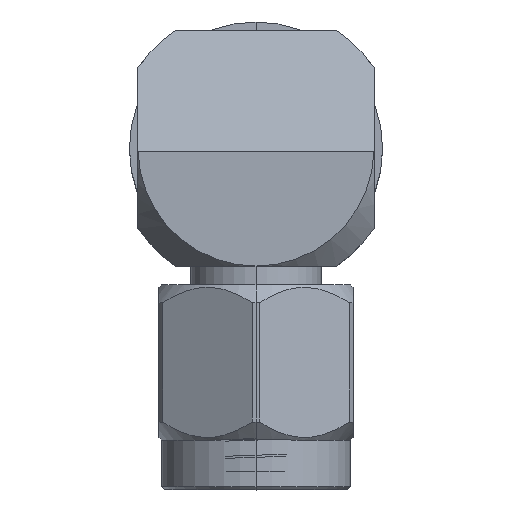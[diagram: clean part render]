
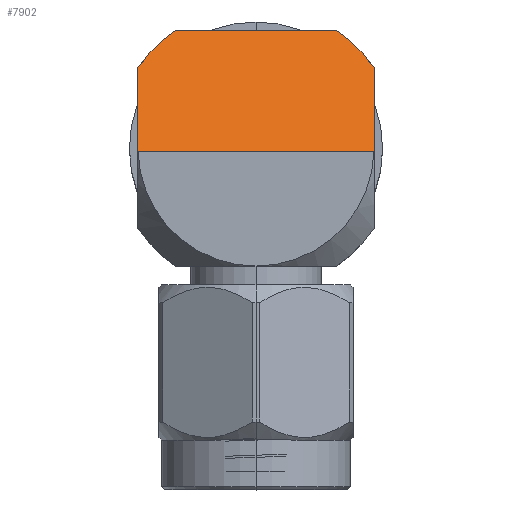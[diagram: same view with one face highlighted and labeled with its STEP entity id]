
A CAD part, top view. The second image highlights one B-rep face of the part: STEP entity #7902.
In plain terms, the highlighted face is planar.
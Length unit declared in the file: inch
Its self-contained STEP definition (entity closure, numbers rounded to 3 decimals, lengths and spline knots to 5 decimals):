
#306 = DIRECTION ( 'NONE',  ( 0.707, 0.707, 0. ) ) ;
#315 = CARTESIAN_POINT ( 'NONE',  ( -1.21997, -0.00497, -0.18996 ) ) ;
#347 = LINE ( 'NONE', #3881, #8198 ) ;
#361 = CARTESIAN_POINT ( 'NONE',  ( -1.22, -0.005, 0.18993 ) ) ;
#368 = EDGE_CURVE ( 'NONE', #7104, #2448, #4624, .T. ) ;
#403 = DIRECTION ( 'NONE',  ( 0.707, 0.707, 0. ) ) ;
#488 = ORIENTED_EDGE ( 'NONE', *, *, #3921, .F. ) ;
#694 =( BOUNDED_CURVE ( )  B_SPLINE_CURVE ( 3, ( #2006, #4493, #5539, #887 ),
 .UNSPECIFIED., .F., .F. ) 
 B_SPLINE_CURVE_WITH_KNOTS ( ( 4, 4 ),
 ( 0.59867, 0.97213 ),
 .UNSPECIFIED. ) 
 CURVE ( )  GEOMETRIC_REPRESENTATION_ITEM ( )  RATIONAL_B_SPLINE_CURVE ( ( 1., 0.988, 0.988, 1. ) ) 
 REPRESENTATION_ITEM ( '' )  );
#728 = CARTESIAN_POINT ( 'NONE',  ( -1.025, 0.19, -0.19 ) ) ;
#811 = CARTESIAN_POINT ( 'NONE',  ( -1.22, -0.005, -0.19 ) ) ;
#837 = CARTESIAN_POINT ( 'NONE',  ( -1.22, -0.005, 0.18993 ) ) ;
#876 = CARTESIAN_POINT ( 'NONE',  ( -1.025, 0.19, -0.12961 ) ) ;
#887 = CARTESIAN_POINT ( 'NONE',  ( -1.08539, 0.12961, -0.19 ) ) ;
#994 = VERTEX_POINT ( 'NONE', #1338 ) ;
#1159 = CARTESIAN_POINT ( 'NONE',  ( -1.21997, -0.00497, 0.18996 ) ) ;
#1160 = VERTEX_POINT ( 'NONE', #2205 ) ;
#1219 = CARTESIAN_POINT ( 'NONE',  ( -1.08539, 0.12961, 0.19 ) ) ;
#1338 = CARTESIAN_POINT ( 'NONE',  ( -1.08539, 0.12961, -0.19 ) ) ;
#1478 = EDGE_CURVE ( 'NONE', #4248, #8007, #7739, .T. ) ;
#1573 = DIRECTION ( 'NONE',  ( 0.707, -0.707, 0. ) ) ;
#1618 = ORIENTED_EDGE ( 'NONE', *, *, #11024, .T. ) ;
#1674 = EDGE_CURVE ( 'NONE', #4248, #994, #694, .T. ) ;
#1684 = PLANE ( 'NONE',  #11407 ) ;
#1925 = CARTESIAN_POINT ( 'NONE',  ( -1.21995, -0.00495, -0.18998 ) ) ;
#2006 = CARTESIAN_POINT ( 'NONE',  ( -1.025, 0.19, -0.12961 ) ) ;
#2174 = CARTESIAN_POINT ( 'NONE',  ( -1.22, -0.005, -0.19 ) ) ;
#2205 = CARTESIAN_POINT ( 'NONE',  ( -1.21992, -0.00492, 0.19 ) ) ;
#2448 = VERTEX_POINT ( 'NONE', #3315 ) ;
#2587 = DIRECTION ( 'NONE',  ( 0., 0., 1. ) ) ;
#2732 = CARTESIAN_POINT ( 'NONE',  ( -1.025, 0.19, 0.12961 ) ) ;
#3046 = VERTEX_POINT ( 'NONE', #837 ) ;
#3217 = DIRECTION ( 'NONE',  ( 0.707, 0.707, 0. ) ) ;
#3315 = CARTESIAN_POINT ( 'NONE',  ( -1.21992, -0.00492, -0.19 ) ) ;
#3369 = CARTESIAN_POINT ( 'NONE',  ( -1.08539, 0.12961, 0.19 ) ) ;
#3749 = EDGE_CURVE ( 'NONE', #5512, #8007, #9344, .T. ) ;
#3790 = ORIENTED_EDGE ( 'NONE', *, *, #1674, .T. ) ;
#3881 = CARTESIAN_POINT ( 'NONE',  ( -1.22, -0.005, 0.19 ) ) ;
#3921 = EDGE_CURVE ( 'NONE', #1160, #3046, #4189, .T. ) ;
#4173 = VECTOR ( 'NONE', #7398, 39.37008 ) ;
#4189 =( BOUNDED_CURVE ( )  B_SPLINE_CURVE ( 3, ( #5570, #9081, #1159, #361 ),
 .UNSPECIFIED., .F., .F. ) 
 B_SPLINE_CURVE_WITH_KNOTS ( ( 4, 4 ),
 ( 2.58037, 2.58058 ),
 .UNSPECIFIED. ) 
 CURVE ( )  GEOMETRIC_REPRESENTATION_ITEM ( )  RATIONAL_B_SPLINE_CURVE ( ( 1., 1., 1., 1. ) ) 
 REPRESENTATION_ITEM ( '' )  );
#4248 = VERTEX_POINT ( 'NONE', #876 ) ;
#4352 = CARTESIAN_POINT ( 'NONE',  ( -1.06159, 0.15341, 0.17377 ) ) ;
#4493 = CARTESIAN_POINT ( 'NONE',  ( -1.04123, 0.17377, -0.15341 ) ) ;
#4624 =( BOUNDED_CURVE ( )  B_SPLINE_CURVE ( 3, ( #5516, #315, #1925, #9145 ),
 .UNSPECIFIED., .F., .F. ) 
 B_SPLINE_CURVE_WITH_KNOTS ( ( 4, 4 ),
 ( 3.7026, 3.70282 ),
 .UNSPECIFIED. ) 
 CURVE ( )  GEOMETRIC_REPRESENTATION_ITEM ( )  RATIONAL_B_SPLINE_CURVE ( ( 1., 1., 1., 1. ) ) 
 REPRESENTATION_ITEM ( '' )  );
#5121 = ORIENTED_EDGE ( 'NONE', *, *, #5683, .T. ) ;
#5512 = VERTEX_POINT ( 'NONE', #1219 ) ;
#5516 = CARTESIAN_POINT ( 'NONE',  ( -1.22, -0.005, -0.18993 ) ) ;
#5539 = CARTESIAN_POINT ( 'NONE',  ( -1.06159, 0.15341, -0.17377 ) ) ;
#5570 = CARTESIAN_POINT ( 'NONE',  ( -1.21992, -0.00492, 0.19 ) ) ;
#5683 = EDGE_CURVE ( 'NONE', #1160, #5512, #347, .T. ) ;
#5694 = ORIENTED_EDGE ( 'NONE', *, *, #1478, .F. ) ;
#5769 = LINE ( 'NONE', #2174, #4173 ) ;
#5812 = VECTOR ( 'NONE', #306, 39.37008 ) ;
#6260 = ORIENTED_EDGE ( 'NONE', *, *, #6600, .F. ) ;
#6600 = EDGE_CURVE ( 'NONE', #2448, #994, #7313, .T. ) ;
#6798 = CARTESIAN_POINT ( 'NONE',  ( -1.22, -0.005, -0.18993 ) ) ;
#6878 = EDGE_LOOP ( 'NONE', ( #488, #5121, #8322, #5694, #3790, #6260, #10832, #1618 ) ) ;
#7104 = VERTEX_POINT ( 'NONE', #6798 ) ;
#7256 = CARTESIAN_POINT ( 'NONE',  ( -1.025, 0.19, 0.12961 ) ) ;
#7313 = LINE ( 'NONE', #8160, #5812 ) ;
#7398 = DIRECTION ( 'NONE',  ( 0., 0., 1. ) ) ;
#7739 = LINE ( 'NONE', #728, #7950 ) ;
#7768 = CARTESIAN_POINT ( 'NONE',  ( -1.04123, 0.17377, 0.15341 ) ) ;
#7902 = ADVANCED_FACE ( 'NONE', ( #9385 ), #1684, .F. ) ;
#7950 = VECTOR ( 'NONE', #2587, 39.37008 ) ;
#8007 = VERTEX_POINT ( 'NONE', #7256 ) ;
#8160 = CARTESIAN_POINT ( 'NONE',  ( -1.22, -0.005, -0.19 ) ) ;
#8198 = VECTOR ( 'NONE', #403, 39.37008 ) ;
#8322 = ORIENTED_EDGE ( 'NONE', *, *, #3749, .T. ) ;
#9081 = CARTESIAN_POINT ( 'NONE',  ( -1.21995, -0.00495, 0.18998 ) ) ;
#9145 = CARTESIAN_POINT ( 'NONE',  ( -1.21992, -0.00492, -0.19 ) ) ;
#9344 =( BOUNDED_CURVE ( )  B_SPLINE_CURVE ( 3, ( #3369, #4352, #7768, #2732 ),
 .UNSPECIFIED., .F., .F. ) 
 B_SPLINE_CURVE_WITH_KNOTS ( ( 4, 4 ),
 ( 5.31106, 5.68452 ),
 .UNSPECIFIED. ) 
 CURVE ( )  GEOMETRIC_REPRESENTATION_ITEM ( )  RATIONAL_B_SPLINE_CURVE ( ( 1., 0.988, 0.988, 1. ) ) 
 REPRESENTATION_ITEM ( '' )  );
#9385 = FACE_OUTER_BOUND ( 'NONE', #6878, .T. ) ;
#10832 = ORIENTED_EDGE ( 'NONE', *, *, #368, .F. ) ;
#11024 = EDGE_CURVE ( 'NONE', #7104, #3046, #5769, .T. ) ;
#11407 = AXIS2_PLACEMENT_3D ( 'NONE', #811, #1573, #3217 ) ;
